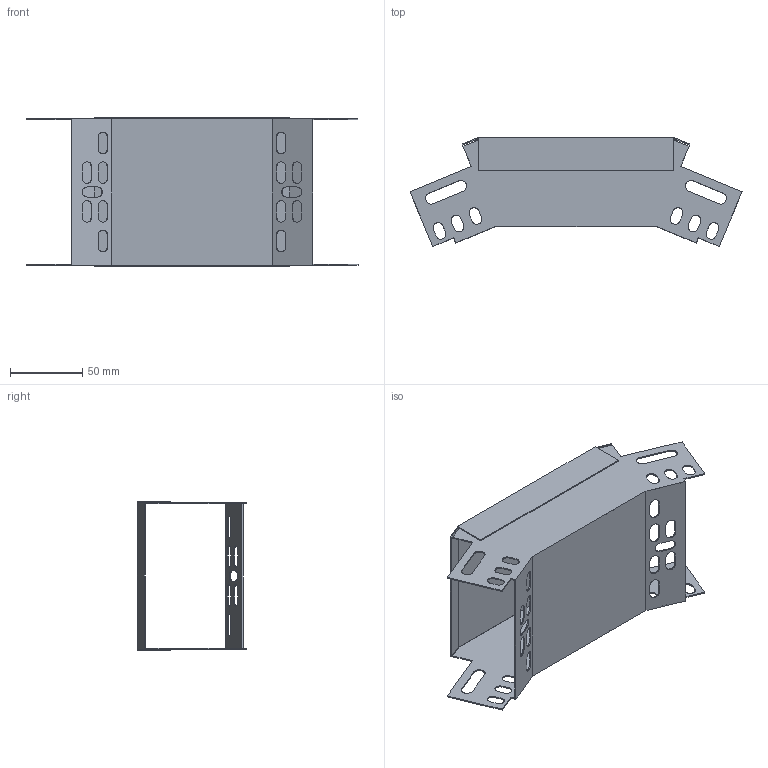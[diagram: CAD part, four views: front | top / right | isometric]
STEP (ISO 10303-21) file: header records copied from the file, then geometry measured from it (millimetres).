
FILE_DESCRIPTION (( 'STEP AP203' ), '1' );
FILE_NAME ('CLP3N-060-100 Ïîâîðîò íà 45 ãð. âåðòèêàëüíûé âíåøíèé 60õ100.STEP', '2016-03-09T11:36:57', ( '' ), ( '' ), 'SwSTEP 2.0', 'SolidWorks 2014', '' );
FILE_SCHEMA (( 'CONFIG_CONTROL_DESIGN' ));
Length unit declared in the file: millimetre
Products named in the file (1): CLP3N-060-100 Ïîâîðîò íà 45 ãð. âåðòèêàëüíûé âíåøíèé 60õ100
Bounding box: 230.37 x 75.78 x 103.2 mm (x, y, z)
Volume: 48592.2 mm3; surface area: 123728.8 mm2
Topology: 2 solids, 2 shells, 176 faces, 508 edges, 336 vertices
Faces by surface type: plane 116, cylinder 60
Entity records: 5963 total; most frequent: CARTESIAN_POINT 1021, ORIENTED_EDGE 1016, DIRECTION 982, EDGE_CURVE 508, LINE 388, VECTOR 388, VERTEX_POINT 336, AXIS2_PLACEMENT_3D 297
